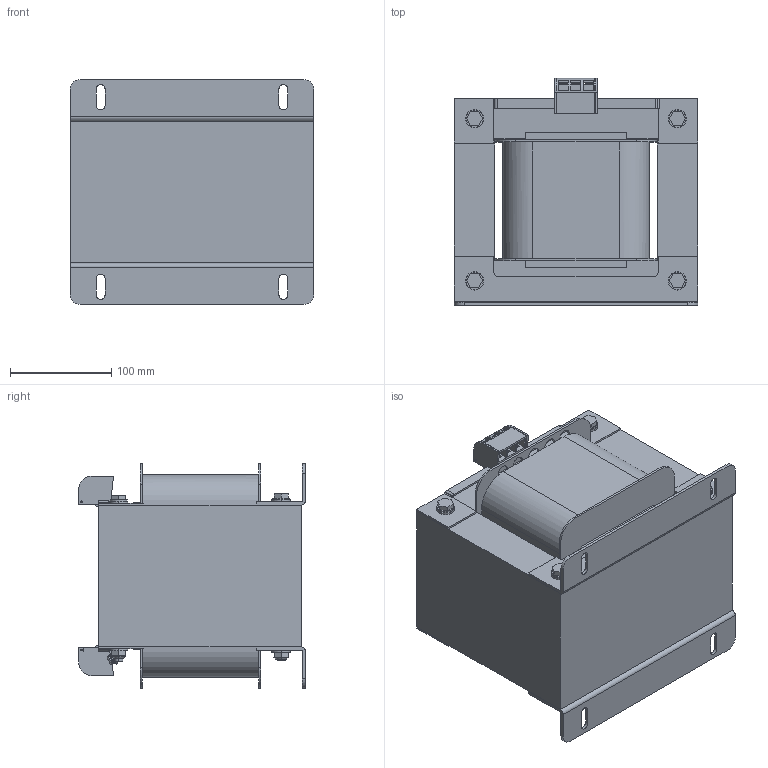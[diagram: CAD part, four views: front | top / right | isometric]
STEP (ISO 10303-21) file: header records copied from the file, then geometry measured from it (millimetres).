
FILE_DESCRIPTION((''),'2;1');
FILE_NAME('ASM0002_ASM','2024-09-24T',('Administrator'),(''),'PRO/ENGINEER BY PARAMETRIC TECHNOLOGY CORPORATION, 2008380','PRO/ENGINEER BY PARAMETRIC TECHNOLOGY CORPORATION, 2008380','');
FILE_SCHEMA(('CONFIG_CONTROL_DESIGN'));
Length unit declared in the file: millimetre
Products named in the file (13): 7000VAGUIGANG; PRT0009; PRT0003; PRT0004; PRT0005; SHANGJIAOJIA; SANJIE_3; SANJIEGAI_2; PRT0006; 7000VALUOSHUAN; PRT0008; PRT0011_1; ASM0002_ASM
Assembly tree (29 placements, depth 2):
  ASM0002_ASM
    7000VAGUIGANG
    PRT0009
    PRT0003  x2
    PRT0004  x2
    PRT0005
    SHANGJIAOJIA
    SANJIE_3  x2
    SANJIEGAI_2  x2
    PRT0006  x8
    7000VALUOSHUAN  x4
    PRT0008  x4
    PRT0011_1
Bounding box: 240 x 223.7 x 222 mm (x, y, z)
Volume: 7544680.2 mm3; surface area: 658569 mm2
Topology: 29 solids, 29 shells, 891 faces, 2416 edges, 1616 vertices
Faces by surface type: plane 616, cylinder 247, torus 20, bspline 8
Entity records: 16164 total; most frequent: CARTESIAN_POINT 2935, DIRECTION 2724, ORIENTED_EDGE 2682, EDGE_CURVE 1341, VECTOR 970, LINE 970, VERTEX_POINT 897, AXIS2_PLACEMENT_3D 877
